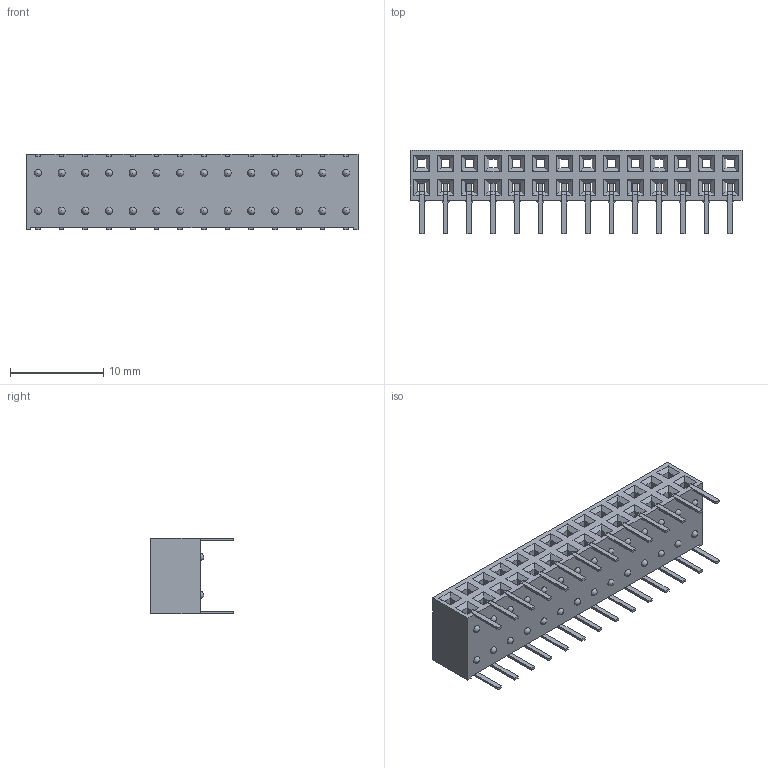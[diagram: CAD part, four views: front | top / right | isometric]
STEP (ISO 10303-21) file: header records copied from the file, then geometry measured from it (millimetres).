
FILE_DESCRIPTION( ( 'STEP AP214' ), ' ' );
FILE_NAME( 'BCS-114-F-D-HE.stp', '2018-03-15T02:54:14', ( '' ), ( '' ), ' ', 'PARTsolutions', ' ' );
FILE_SCHEMA( ( 'AUTOMOTIVE_DESIGN { 1 0 10303 214 1 1 1 1 }' ) );
Length unit declared in the file: inch
Products named in the file (3): BCS-114-F-D-HE; _BCS-114-D-HE_socket; _C-95-01-14-D-HE
Assembly tree (2 placements, depth 2):
  BCS-114-F-D-HE
    _BCS-114-D-HE_socket
    _C-95-01-14-D-HE
Bounding box: 35.56 x 8.89 x 8.13 mm (x, y, z)
Volume: 1375.5 mm3; surface area: 2470.8 mm2
Topology: 2 solids, 2 shells, 658 faces, 1956 edges, 1276 vertices
Faces by surface type: plane 574, cylinder 56, sphere 28
Entity records: 26554 total; most frequent: CARTESIAN_POINT 3781, ORIENTED_EDGE 3744, DIRECTION 3334, EDGE_CURVE 1872, LINE 1732, VECTOR 1732, VERTEX_POINT 1248, AXIS2_PLACEMENT_3D 801
